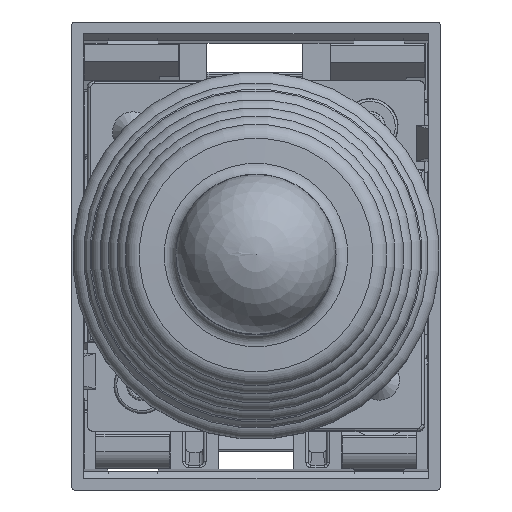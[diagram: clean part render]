
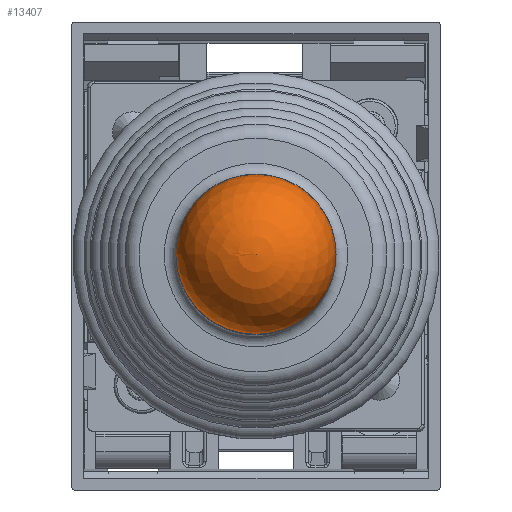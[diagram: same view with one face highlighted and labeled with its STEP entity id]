
A CAD part, top view. The second image highlights one B-rep face of the part: STEP entity #13407.
In plain terms, the highlighted spherical face has radius 6.5 mm.
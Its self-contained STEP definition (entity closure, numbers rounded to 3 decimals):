
#11774=SPHERICAL_SURFACE('',#45240,6.5);
#13407=ADVANCED_FACE('',(#15125),#11774,.T.);
#15125=FACE_OUTER_BOUND('',#17013,.T.);
#17013=EDGE_LOOP('',(#27947));
#27947=ORIENTED_EDGE('',*,*,#40341,.F.);
#33504=VERTEX_POINT('',#76850);
#40341=EDGE_CURVE('',#33504,#33504,#41923,.T.);
#41923=CIRCLE('',#45239,6.5);
#45239=AXIS2_PLACEMENT_3D('',#76849,#56088,#56089);
#45240=AXIS2_PLACEMENT_3D('',#76851,#56090,#56091);
#56088=DIRECTION('',(0.,0.,-1.));
#56089=DIRECTION('',(0.,-1.,0.));
#56090=DIRECTION('',(0.,0.,-1.));
#56091=DIRECTION('',(-1.,0.,0.));
#76849=CARTESIAN_POINT('',(0.,0.,91.55));
#76850=CARTESIAN_POINT('',(0.,-6.5,91.55));
#76851=CARTESIAN_POINT('',(0.,0.,91.55));
